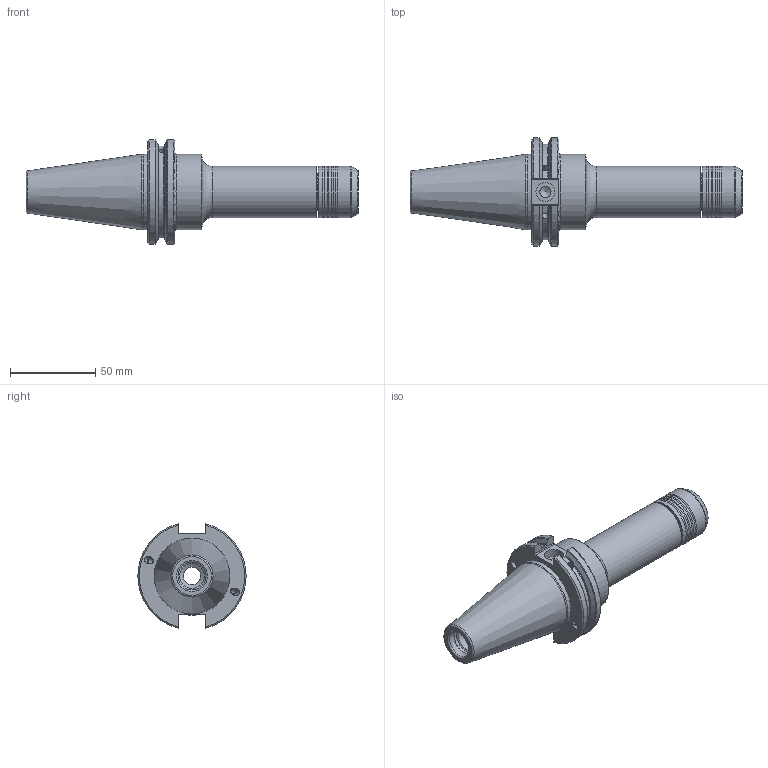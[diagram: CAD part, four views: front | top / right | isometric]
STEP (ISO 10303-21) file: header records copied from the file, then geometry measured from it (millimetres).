
FILE_DESCRIPTION((''),'2;1');
FILE_NAME('C40BC-16EROS500.stp','2015-03-24T08:53:05',('shapei'),(''),'Autodesk Inventor 2012','Autodesk Inventor 2012','');
FILE_SCHEMA(('AUTOMOTIVE_DESIGN { 1 0 10303 214 1 1 1 1 }'));
Length unit declared in the file: millimetre
Products named in the file (3): C40BC-16EROS500; 4481200_ohne Beschriftung; 44375951270
Assembly tree (2 placements, depth 2):
  C40BC-16EROS500
    4481200_ohne Beschriftung
    44375951270
Bounding box: 194.88 x 63.55 x 61.48 mm (x, y, z)
Volume: 177463.5 mm3; surface area: 38558.7 mm2
Topology: 2 solids, 2 shells, 128 faces, 327 edges, 206 vertices
Faces by surface type: cylinder 41, cone 37, torus 25, plane 25
Full cylindrical faces by diameter (mm): 3.7 x4, 4.2 x2, 10.3 x1, 11.1 x2, 12.5 x1, 14.5 x1, 16.3 x1, 16.4 x1, 16.6 x1, 19.9 x1, 19.92 x1, 20.42 x1, 20.5 x1, 22 x1, 22.3 x1, 22.328 x1, 30 x6, 44.45 x2
Entity records: 3673 total; most frequent: CARTESIAN_POINT 863, DIRECTION 578, ORIENTED_EDGE 458, AXIS2_PLACEMENT_3D 268, EDGE_CURVE 229, EDGE_LOOP 214, VERTEX_POINT 183, CIRCLE 133
